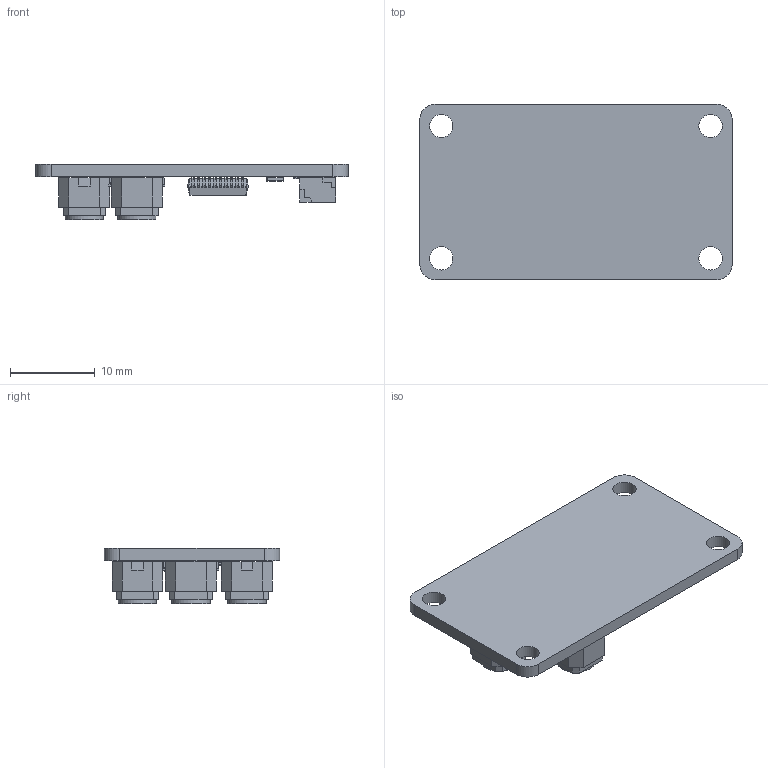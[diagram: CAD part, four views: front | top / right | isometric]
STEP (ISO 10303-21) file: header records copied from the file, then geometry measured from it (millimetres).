
FILE_DESCRIPTION(('KiCad electronic assembly'),'2;1');
FILE_NAME('old-softie.step','2025-03-13T08:40:14',('Pcbnew'),('Kicad'), 'Open CASCADE STEP processor 7.8','KiCad to STEP converter','Unknown' );
FILE_SCHEMA(('AUTOMOTIVE_DESIGN { 1 0 10303 214 1 1 1 1 }'));
Length unit declared in the file: millimetre
Products named in the file (9): old-softie 1; SW_Push_1TS009xxxx-xxxx-xxxx_6x6x5mm; pin_1; pin_2; Body; R_0805_2012Metric; SPARKFUN_QWIIC_RIGHT_ANGLE; SSOP-20_5.3x7.2mm_P0.65mm; old-softie_PCB
Assembly tree (12 placements, depth 3):
  old-softie 1
    SW_Push_1TS009xxxx-xxxx-xxxx_6x6x5mm  x3
      pin_1
      pin_2
      Body
    R_0805_2012Metric  x3
    SPARKFUN_QWIIC_RIGHT_ANGLE
    SSOP-20_5.3x7.2mm_P0.65mm
    old-softie_PCB
Bounding box: 36.8 x 20.65 x 6.59 mm (x, y, z)
Volume: 1672.8 mm3; surface area: 2571.1 mm2
Topology: 15 solids, 15 shells, 652 faces, 1712 edges, 1102 vertices
Faces by surface type: plane 492, cylinder 116, bspline 44
Full cylindrical faces by diameter (mm): 0.5 x1, 2.75 x4, 4.5 x3
Entity records: 18563 total; most frequent: CARTESIAN_POINT 2907, ORIENTED_EDGE 2708, DIRECTION 2476, EDGE_CURVE 1354, LINE 1126, VECTOR 1126, VERTEX_POINT 866, AXIS2_PLACEMENT_3D 675
